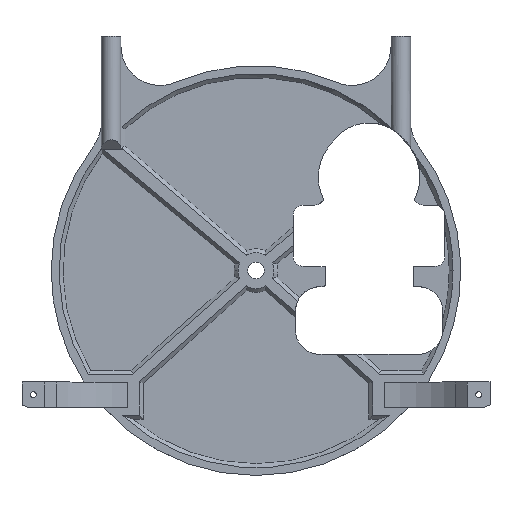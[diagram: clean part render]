
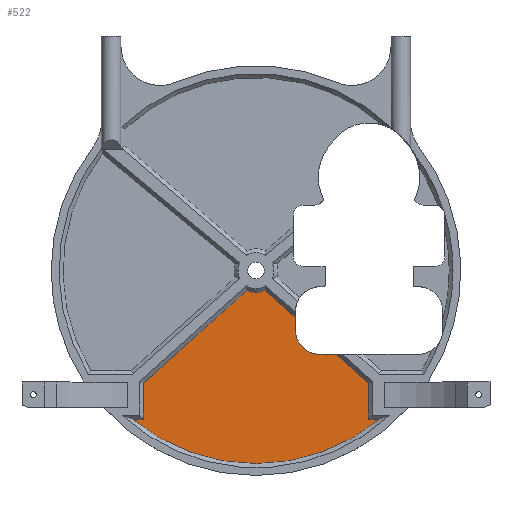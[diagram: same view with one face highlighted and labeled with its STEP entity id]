
A CAD part, top view. The second image highlights one B-rep face of the part: STEP entity #522.
In plain terms, the highlighted planar face has unit normal (0, 0, 1).
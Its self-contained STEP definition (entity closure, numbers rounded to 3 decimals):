
#91 = FACE_OUTER_BOUND ( 'NONE', #3628, .T. ) ;
#111 = CARTESIAN_POINT ( 'NONE',  ( -57.807, -74.1, 3. ) ) ;
#116 = ORIENTED_EDGE ( 'NONE', *, *, #1693, .T. ) ;
#133 = DIRECTION ( 'NONE',  ( 1., 0., 0. ) ) ;
#204 = VECTOR ( 'NONE', #257, 1000. ) ;
#257 = DIRECTION ( 'NONE',  ( 0., 1., 0. ) ) ;
#267 = EDGE_CURVE ( 'NONE', #467, #1181, #2423, .T. ) ;
#278 = CARTESIAN_POINT ( 'NONE',  ( 59.807, -76.1, 3. ) ) ;
#295 = CARTESIAN_POINT ( 'NONE',  ( -68.631, -76.1, 3. ) ) ;
#296 = VERTEX_POINT ( 'NONE', #2466 ) ;
#325 = CARTESIAN_POINT ( 'NONE',  ( -57.807, -57.722, 3. ) ) ;
#388 = DIRECTION ( 'NONE',  ( 0., -1., 0. ) ) ;
#466 = VECTOR ( 'NONE', #4766, 1000. ) ;
#467 = VERTEX_POINT ( 'NONE', #2953 ) ;
#522 = ADVANCED_FACE ( 'NONE', ( #91 ), #548, .T. ) ;
#548 = PLANE ( 'NONE',  #1744 ) ;
#631 = CIRCLE ( 'NONE', #2511, 99. ) ;
#727 = EDGE_CURVE ( 'NONE', #2973, #2766, #2460, .T. ) ;
#758 = CARTESIAN_POINT ( 'NONE',  ( 0., -42.89, 3. ) ) ;
#798 = DIRECTION ( 'NONE',  ( -0.745, 0.667, 0. ) ) ;
#815 = VECTOR ( 'NONE', #1406, 1000. ) ;
#916 = DIRECTION ( 'NONE',  ( 0., 1., 0. ) ) ;
#960 = CARTESIAN_POINT ( 'NONE',  ( 41.218, -42.89, 3. ) ) ;
#975 = VECTOR ( 'NONE', #798, 1000. ) ;
#1031 = VERTEX_POINT ( 'NONE', #960 ) ;
#1114 = DIRECTION ( 'NONE',  ( 1., 0., 0. ) ) ;
#1180 = EDGE_CURVE ( 'NONE', #3443, #2603, #1740, .T. ) ;
#1181 = VERTEX_POINT ( 'NONE', #325 ) ;
#1230 = VECTOR ( 'NONE', #388, 1000. ) ;
#1291 = ORIENTED_EDGE ( 'NONE', *, *, #3720, .T. ) ;
#1321 = DIRECTION ( 'NONE',  ( 1., 0., 0. ) ) ;
#1344 = CARTESIAN_POINT ( 'NONE',  ( 20.18, -30.29, 3. ) ) ;
#1359 = ORIENTED_EDGE ( 'NONE', *, *, #727, .T. ) ;
#1406 = DIRECTION ( 'NONE',  ( -0.745, 0.667, 0. ) ) ;
#1443 = CIRCLE ( 'NONE', #2852, 11.2 ) ;
#1462 = CARTESIAN_POINT ( 'NONE',  ( 0., 0., 3. ) ) ;
#1693 = EDGE_CURVE ( 'NONE', #2551, #467, #1443, .T. ) ;
#1740 = LINE ( 'NONE', #4245, #1774 ) ;
#1744 = AXIS2_PLACEMENT_3D ( 'NONE', #3442, #3807, #1321 ) ;
#1774 = VECTOR ( 'NONE', #916, 1000. ) ;
#1793 = CARTESIAN_POINT ( 'NONE',  ( -63.323, -76.1, 3. ) ) ;
#1802 = DIRECTION ( 'NONE',  ( -1., 0., 0. ) ) ;
#1823 = VECTOR ( 'NONE', #4711, 1000. ) ;
#2106 = LINE ( 'NONE', #4350, #815 ) ;
#2232 = EDGE_CURVE ( 'NONE', #3517, #2973, #4657, .T. ) ;
#2233 = DIRECTION ( 'NONE',  ( -1., 0., 0. ) ) ;
#2302 = LINE ( 'NONE', #758, #3397 ) ;
#2335 = ORIENTED_EDGE ( 'NONE', *, *, #1180, .T. ) ;
#2341 = ORIENTED_EDGE ( 'NONE', *, *, #2232, .T. ) ;
#2423 = LINE ( 'NONE', #3659, #1823 ) ;
#2460 = LINE ( 'NONE', #4704, #204 ) ;
#2466 = CARTESIAN_POINT ( 'NONE',  ( -57.807, -76.1, 3. ) ) ;
#2482 = CARTESIAN_POINT ( 'NONE',  ( 57.807, -76.1, 3. ) ) ;
#2511 = AXIS2_PLACEMENT_3D ( 'NONE', #3172, #3507, #133 ) ;
#2551 = VERTEX_POINT ( 'NONE', #4349 ) ;
#2572 = CARTESIAN_POINT ( 'NONE',  ( 20.18, -24.08, 3. ) ) ;
#2576 = VERTEX_POINT ( 'NONE', #3248 ) ;
#2603 = VERTEX_POINT ( 'NONE', #3612 ) ;
#2766 = VERTEX_POINT ( 'NONE', #2572 ) ;
#2830 = EDGE_CURVE ( 'NONE', #1181, #296, #4197, .T. ) ;
#2852 = AXIS2_PLACEMENT_3D ( 'NONE', #1462, #4440, #1114 ) ;
#2926 = VECTOR ( 'NONE', #1802, 1000. ) ;
#2935 = AXIS2_PLACEMENT_3D ( 'NONE', #3209, #4353, #3916 ) ;
#2951 = EDGE_CURVE ( 'NONE', #2766, #2551, #3403, .T. ) ;
#2953 = CARTESIAN_POINT ( 'NONE',  ( -4.646, -10.191, 3. ) ) ;
#2973 = VERTEX_POINT ( 'NONE', #1344 ) ;
#3046 = EDGE_CURVE ( 'NONE', #2603, #1031, #2106, .T. ) ;
#3155 = VERTEX_POINT ( 'NONE', #1793 ) ;
#3167 = ORIENTED_EDGE ( 'NONE', *, *, #4017, .T. ) ;
#3172 = CARTESIAN_POINT ( 'NONE',  ( 0., 0., 3. ) ) ;
#3209 = CARTESIAN_POINT ( 'NONE',  ( 32.78, -30.29, 3. ) ) ;
#3241 = CARTESIAN_POINT ( 'NONE',  ( 32.78, -42.89, 3. ) ) ;
#3248 = CARTESIAN_POINT ( 'NONE',  ( 63.323, -76.1, 3. ) ) ;
#3336 = LINE ( 'NONE', #278, #466 ) ;
#3397 = VECTOR ( 'NONE', #2233, 1000. ) ;
#3403 = LINE ( 'NONE', #3765, #975 ) ;
#3442 = CARTESIAN_POINT ( 'NONE',  ( 0., 0., 3. ) ) ;
#3443 = VERTEX_POINT ( 'NONE', #2482 ) ;
#3507 = DIRECTION ( 'NONE',  ( 0., 0., 1. ) ) ;
#3517 = VERTEX_POINT ( 'NONE', #3241 ) ;
#3561 = ORIENTED_EDGE ( 'NONE', *, *, #267, .T. ) ;
#3581 = EDGE_CURVE ( 'NONE', #1031, #3517, #2302, .T. ) ;
#3612 = CARTESIAN_POINT ( 'NONE',  ( 57.807, -57.722, 3. ) ) ;
#3628 = EDGE_LOOP ( 'NONE', ( #2341, #1359, #4199, #116, #3561, #3784, #1291, #3167, #4019, #2335, #4781, #4287 ) ) ;
#3659 = CARTESIAN_POINT ( 'NONE',  ( -58.473, -58.318, 3. ) ) ;
#3720 = EDGE_CURVE ( 'NONE', #296, #3155, #3742, .T. ) ;
#3742 = LINE ( 'NONE', #295, #2926 ) ;
#3765 = CARTESIAN_POINT ( 'NONE',  ( 3.601, -9.256, 3. ) ) ;
#3784 = ORIENTED_EDGE ( 'NONE', *, *, #2830, .T. ) ;
#3807 = DIRECTION ( 'NONE',  ( 0., 0., 1. ) ) ;
#3916 = DIRECTION ( 'NONE',  ( 1., 0., 0. ) ) ;
#4017 = EDGE_CURVE ( 'NONE', #3155, #2576, #631, .T. ) ;
#4019 = ORIENTED_EDGE ( 'NONE', *, *, #4679, .T. ) ;
#4197 = LINE ( 'NONE', #111, #1230 ) ;
#4199 = ORIENTED_EDGE ( 'NONE', *, *, #2951, .T. ) ;
#4245 = CARTESIAN_POINT ( 'NONE',  ( 57.807, -56.827, 3. ) ) ;
#4287 = ORIENTED_EDGE ( 'NONE', *, *, #3581, .T. ) ;
#4349 = CARTESIAN_POINT ( 'NONE',  ( 4.646, -10.191, 3. ) ) ;
#4350 = CARTESIAN_POINT ( 'NONE',  ( 3.601, -9.256, 3. ) ) ;
#4353 = DIRECTION ( 'NONE',  ( 0., 0., -1. ) ) ;
#4440 = DIRECTION ( 'NONE',  ( 0., 0., -1. ) ) ;
#4657 = CIRCLE ( 'NONE', #2935, 12.6 ) ;
#4679 = EDGE_CURVE ( 'NONE', #2576, #3443, #3336, .T. ) ;
#4704 = CARTESIAN_POINT ( 'NONE',  ( 20.18, 0., 3. ) ) ;
#4711 = DIRECTION ( 'NONE',  ( -0.745, -0.667, 0. ) ) ;
#4766 = DIRECTION ( 'NONE',  ( -1., 0., 0. ) ) ;
#4781 = ORIENTED_EDGE ( 'NONE', *, *, #3046, .T. ) ;
